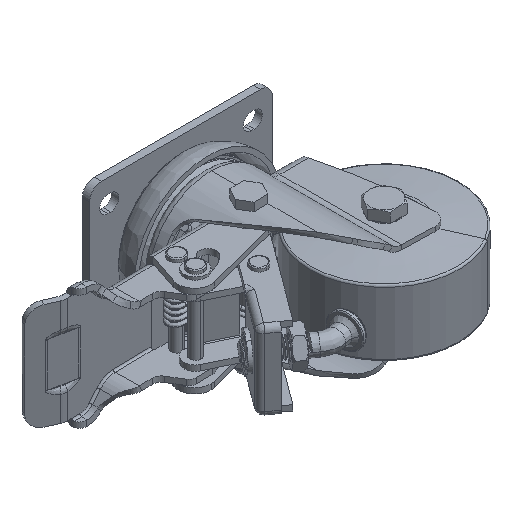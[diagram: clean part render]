
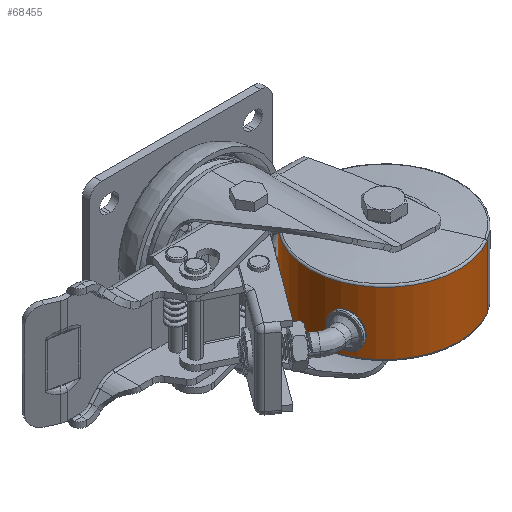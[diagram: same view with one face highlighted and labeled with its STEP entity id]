
A CAD part, isometric view. The second image highlights one B-rep face of the part: STEP entity #68455.
In plain terms, the highlighted cylindrical face has radius 41 mm (diameter 82 mm), a partial arc.
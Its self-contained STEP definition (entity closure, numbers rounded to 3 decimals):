
#765 = AXIS2_PLACEMENT_3D ( 'NONE', #26760, #94729, #57231 ) ;
#3330 = CARTESIAN_POINT ( 'NONE',  ( 16.994, -41.791, 17.081 ) ) ;
#3897 = CIRCLE ( 'NONE', #58935, 41. ) ;
#4577 = CARTESIAN_POINT ( 'NONE',  ( 16.994, -41.791, -26.529 ) ) ;
#6101 = DIRECTION ( 'NONE',  ( 0., 0., -1. ) ) ;
#12418 = CARTESIAN_POINT ( 'NONE',  ( 38., -77., -17.081 ) ) ;
#14205 = CARTESIAN_POINT ( 'NONE',  ( 59.006, -112.21, -17.081 ) ) ;
#19726 = EDGE_CURVE ( 'NONE', #94313, #71971, #21767, .T. ) ;
#21767 = LINE ( 'NONE', #74002, #27246 ) ;
#26760 = CARTESIAN_POINT ( 'NONE',  ( 38., -77., 17.081 ) ) ;
#27246 = VECTOR ( 'NONE', #96651, 1000. ) ;
#31629 = VERTEX_POINT ( 'NONE', #3330 ) ;
#33264 = CARTESIAN_POINT ( 'NONE',  ( 59.006, -112.21, 17.081 ) ) ;
#38055 = ORIENTED_EDGE ( 'NONE', *, *, #82658, .T. ) ;
#40087 = AXIS2_PLACEMENT_3D ( 'NONE', #96809, #6101, #58824 ) ;
#46481 = CIRCLE ( 'NONE', #765, 41. ) ;
#48954 = EDGE_CURVE ( 'NONE', #94313, #31629, #46481, .T. ) ;
#50482 = FACE_OUTER_BOUND ( 'NONE', #59569, .T. ) ;
#56902 = CARTESIAN_POINT ( 'NONE',  ( 16.994, -41.791, -17.081 ) ) ;
#57231 = DIRECTION ( 'NONE',  ( 0.512, -0.859, 0. ) ) ;
#58824 = DIRECTION ( 'NONE',  ( -0.512, 0.859, 0. ) ) ;
#58935 = AXIS2_PLACEMENT_3D ( 'NONE', #12418, #95151, #81411 ) ;
#59569 = EDGE_LOOP ( 'NONE', ( #95500, #81482, #38055, #92366 ) ) ;
#65161 = LINE ( 'NONE', #4577, #79333 ) ;
#66725 = CYLINDRICAL_SURFACE ( 'NONE', #40087, 41. ) ;
#68455 = ADVANCED_FACE ( 'NONE', ( #50482 ), #66725, .T. ) ;
#71971 = VERTEX_POINT ( 'NONE', #14205 ) ;
#72599 = DIRECTION ( 'NONE',  ( 0., 0., -1. ) ) ;
#74002 = CARTESIAN_POINT ( 'NONE',  ( 59.006, -112.21, -26.529 ) ) ;
#79333 = VECTOR ( 'NONE', #72599, 1000. ) ;
#81411 = DIRECTION ( 'NONE',  ( 0.512, -0.859, 0. ) ) ;
#81482 = ORIENTED_EDGE ( 'NONE', *, *, #48954, .T. ) ;
#82658 = EDGE_CURVE ( 'NONE', #31629, #90406, #65161, .T. ) ;
#83976 = EDGE_CURVE ( 'NONE', #90406, #71971, #3897, .T. ) ;
#90406 = VERTEX_POINT ( 'NONE', #56902 ) ;
#92366 = ORIENTED_EDGE ( 'NONE', *, *, #83976, .T. ) ;
#94313 = VERTEX_POINT ( 'NONE', #33264 ) ;
#94729 = DIRECTION ( 'NONE',  ( 0., 0., -1. ) ) ;
#95151 = DIRECTION ( 'NONE',  ( 0., 0., 1. ) ) ;
#95500 = ORIENTED_EDGE ( 'NONE', *, *, #19726, .F. ) ;
#96651 = DIRECTION ( 'NONE',  ( 0., 0., -1. ) ) ;
#96809 = CARTESIAN_POINT ( 'NONE',  ( 38., -77., -26.529 ) ) ;
